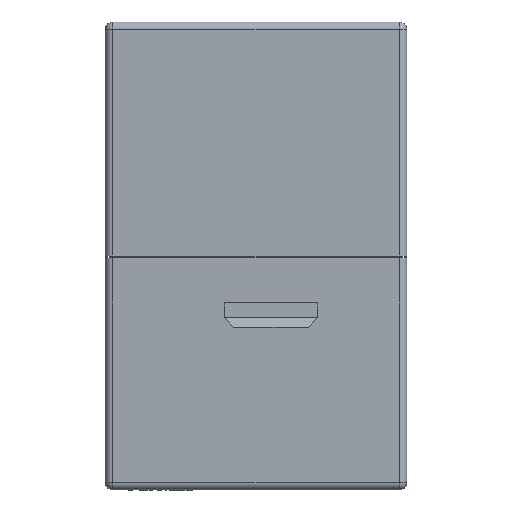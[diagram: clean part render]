
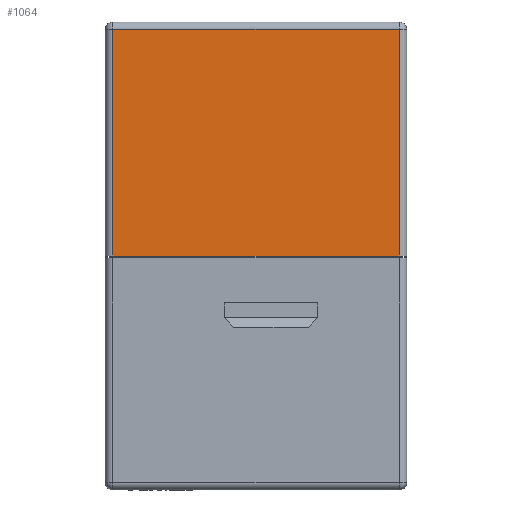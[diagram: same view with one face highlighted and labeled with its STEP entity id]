
A CAD part, left-side view. The second image highlights one B-rep face of the part: STEP entity #1064.
In plain terms, the highlighted planar face has unit normal (-1, 0, 0).
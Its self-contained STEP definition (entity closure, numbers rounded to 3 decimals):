
#1064 = ADVANCED_FACE ( 'NONE', ( #11560 ), #1559, .F. ) ;
#1378 = ORIENTED_EDGE ( 'NONE', *, *, #5438, .T. ) ;
#1559 = PLANE ( 'NONE',  #9573 ) ;
#1584 = CARTESIAN_POINT ( 'NONE',  ( -7.3, 7.65, 12.1 ) ) ;
#2172 = LINE ( 'NONE', #9126, #11970 ) ;
#2499 = VERTEX_POINT ( 'NONE', #2564 ) ;
#2564 = CARTESIAN_POINT ( 'NONE',  ( -7.3, -7.65, 0. ) ) ;
#2678 = DIRECTION ( 'NONE',  ( 0., 0., -1. ) ) ;
#2897 = VERTEX_POINT ( 'NONE', #1584 ) ;
#2925 = VECTOR ( 'NONE', #4832, 1000. ) ;
#3509 = CARTESIAN_POINT ( 'NONE',  ( -7.3, -7.65, 0. ) ) ;
#3839 = LINE ( 'NONE', #12907, #10904 ) ;
#4673 = VECTOR ( 'NONE', #15992, 1000. ) ;
#4832 = DIRECTION ( 'NONE',  ( 0., -1., 0. ) ) ;
#4924 = CARTESIAN_POINT ( 'NONE',  ( -7.3, -8.05, 12.5 ) ) ;
#5438 = EDGE_CURVE ( 'NONE', #8306, #2499, #9572, .T. ) ;
#5499 = DIRECTION ( 'NONE',  ( 1., 0., 0. ) ) ;
#6618 = ORIENTED_EDGE ( 'NONE', *, *, #8871, .T. ) ;
#6770 = ORIENTED_EDGE ( 'NONE', *, *, #15264, .T. ) ;
#7431 = DIRECTION ( 'NONE',  ( 0., 0., 1. ) ) ;
#8306 = VERTEX_POINT ( 'NONE', #11402 ) ;
#8871 = EDGE_CURVE ( 'NONE', #13758, #2897, #2172, .T. ) ;
#9126 = CARTESIAN_POINT ( 'NONE',  ( -7.3, 8.05, 12.1 ) ) ;
#9572 = LINE ( 'NONE', #3509, #2925 ) ;
#9573 = AXIS2_PLACEMENT_3D ( 'NONE', #4924, #5499, #2678 ) ;
#10186 = EDGE_CURVE ( 'NONE', #2499, #13758, #3839, .T. ) ;
#10455 = DIRECTION ( 'NONE',  ( 0., 1., 0. ) ) ;
#10904 = VECTOR ( 'NONE', #7431, 1000. ) ;
#11402 = CARTESIAN_POINT ( 'NONE',  ( -7.3, 7.65, 0. ) ) ;
#11560 = FACE_OUTER_BOUND ( 'NONE', #12321, .T. ) ;
#11970 = VECTOR ( 'NONE', #10455, 1000. ) ;
#12321 = EDGE_LOOP ( 'NONE', ( #6770, #1378, #15203, #6618 ) ) ;
#12907 = CARTESIAN_POINT ( 'NONE',  ( -7.3, -7.65, 12.5 ) ) ;
#13758 = VERTEX_POINT ( 'NONE', #14334 ) ;
#14334 = CARTESIAN_POINT ( 'NONE',  ( -7.3, -7.65, 12.1 ) ) ;
#14636 = CARTESIAN_POINT ( 'NONE',  ( -7.3, 7.65, 12.5 ) ) ;
#15203 = ORIENTED_EDGE ( 'NONE', *, *, #10186, .T. ) ;
#15264 = EDGE_CURVE ( 'NONE', #2897, #8306, #15316, .T. ) ;
#15316 = LINE ( 'NONE', #14636, #4673 ) ;
#15992 = DIRECTION ( 'NONE',  ( 0., 0., -1. ) ) ;
